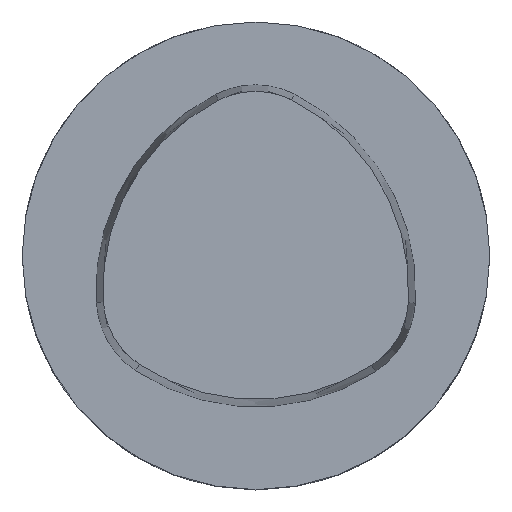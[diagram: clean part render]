
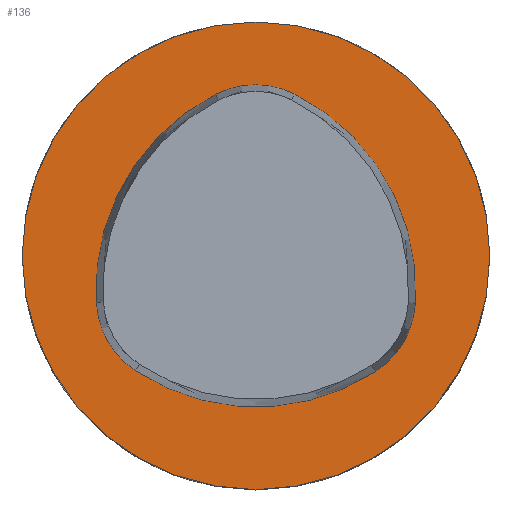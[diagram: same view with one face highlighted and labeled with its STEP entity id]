
A CAD part, top view. The second image highlights one B-rep face of the part: STEP entity #136.
In plain terms, the highlighted planar face has unit normal (0, 0, 1).
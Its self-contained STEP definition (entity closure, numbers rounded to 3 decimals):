
#104=CIRCLE('',#861,16.);
#136=ADVANCED_FACE('',(#210),#176,.T.);
#176=PLANE('',#867);
#210=FACE_OUTER_BOUND('',#262,.T.);
#262=EDGE_LOOP('',(#383));
#383=ORIENTED_EDGE('',*,*,#644,.F.);
#564=VERTEX_POINT('',#1354);
#644=EDGE_CURVE('',#564,#564,#104,.T.);
#861=AXIS2_PLACEMENT_3D('',#1353,#992,#993);
#867=AXIS2_PLACEMENT_3D('',#1372,#1008,#1009);
#992=DIRECTION('',(0.,0.,-1.));
#993=DIRECTION('',(-1.,0.,0.));
#1008=DIRECTION('',(0.,0.,1.));
#1009=DIRECTION('',(1.,0.,0.));
#1353=CARTESIAN_POINT('',(0.,0.,0.));
#1354=CARTESIAN_POINT('',(-16.,0.,0.));
#1372=CARTESIAN_POINT('',(0.,0.,0.));
